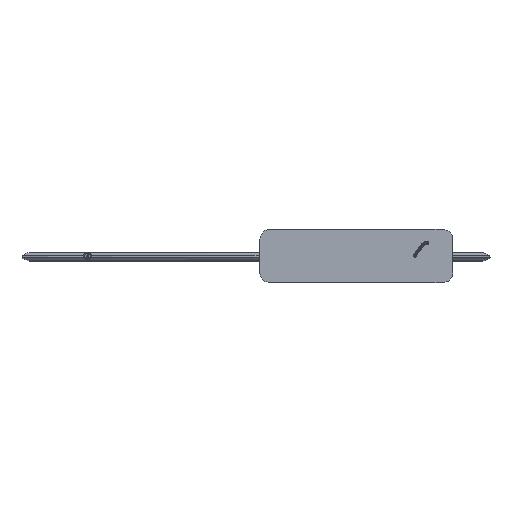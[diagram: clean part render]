
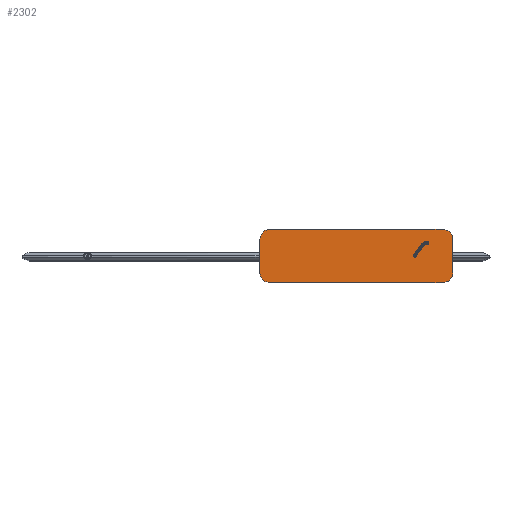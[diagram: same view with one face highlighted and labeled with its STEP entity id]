
A CAD part, top view. The second image highlights one B-rep face of the part: STEP entity #2302.
In plain terms, the highlighted planar face has unit normal (0, 0, 1).
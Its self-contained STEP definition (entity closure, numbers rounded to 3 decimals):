
#2302=ADVANCED_FACE('',(#2606),#6736,.T.);
#2606=FACE_OUTER_BOUND('',#2901,.T.);
#2901=EDGE_LOOP('',(#3273,#3274,#3275,#3276,#3277,#3278,#3279,#3280));
#3273=ORIENTED_EDGE('',*,*,#4559,.F.);
#3274=ORIENTED_EDGE('',*,*,#4526,.F.);
#3275=ORIENTED_EDGE('',*,*,#4558,.F.);
#3276=ORIENTED_EDGE('',*,*,#4524,.F.);
#3277=ORIENTED_EDGE('',*,*,#4557,.F.);
#3278=ORIENTED_EDGE('',*,*,#4522,.F.);
#3279=ORIENTED_EDGE('',*,*,#4556,.F.);
#3280=ORIENTED_EDGE('',*,*,#4520,.F.);
#4520=EDGE_CURVE('',#6030,#6027,#5772,.T.);
#4522=EDGE_CURVE('',#6034,#6031,#5774,.T.);
#4524=EDGE_CURVE('',#6038,#6035,#5776,.T.);
#4526=EDGE_CURVE('',#6042,#6039,#5778,.T.);
#4556=EDGE_CURVE('',#6027,#6034,#5286,.T.);
#4557=EDGE_CURVE('',#6031,#6038,#5287,.T.);
#4558=EDGE_CURVE('',#6035,#6042,#5288,.T.);
#4559=EDGE_CURVE('',#6039,#6030,#5289,.T.);
#5286=(
BOUNDED_CURVE()
B_SPLINE_CURVE(2,(#7531,#7532,#7533,#7534,#7535),.UNSPECIFIED.,.F.,.F.)
B_SPLINE_CURVE_WITH_KNOTS((3,2,3),(496.172,513.155,530.137),
 .UNSPECIFIED.)
CURVE()
GEOMETRIC_REPRESENTATION_ITEM()
RATIONAL_B_SPLINE_CURVE((1.,0.924,1.,0.924,1.))
REPRESENTATION_ITEM('')
);
#5287=(
BOUNDED_CURVE()
B_SPLINE_CURVE(2,(#7536,#7537,#7538,#7539,#7540),.UNSPECIFIED.,.F.,.F.)
B_SPLINE_CURVE_WITH_KNOTS((3,2,3),(599.259,616.241,633.223),
 .UNSPECIFIED.)
CURVE()
GEOMETRIC_REPRESENTATION_ITEM()
RATIONAL_B_SPLINE_CURVE((1.,0.924,1.,0.924,1.))
REPRESENTATION_ITEM('')
);
#5288=(
BOUNDED_CURVE()
B_SPLINE_CURVE(2,(#7541,#7542,#7543,#7544,#7545),.UNSPECIFIED.,.F.,.F.)
B_SPLINE_CURVE_WITH_KNOTS((3,2,3),(992.345,1009.327,1026.309),
 .UNSPECIFIED.)
CURVE()
GEOMETRIC_REPRESENTATION_ITEM()
RATIONAL_B_SPLINE_CURVE((1.,0.924,1.,0.924,1.))
REPRESENTATION_ITEM('')
);
#5289=(
BOUNDED_CURVE()
B_SPLINE_CURVE(2,(#7546,#7547,#7548,#7549,#7550),.UNSPECIFIED.,.F.,.F.)
B_SPLINE_CURVE_WITH_KNOTS((3,2,3),(1095.431,1112.413,1129.395),
 .UNSPECIFIED.)
CURVE()
GEOMETRIC_REPRESENTATION_ITEM()
RATIONAL_B_SPLINE_CURVE((1.,0.924,1.,0.924,1.))
REPRESENTATION_ITEM('')
);
#5772=B_SPLINE_CURVE_WITH_KNOTS('',1,(#7420,#7421),.UNSPECIFIED.,.F.,.F.,
(2,2),(0.,359.122),.UNSPECIFIED.);
#5774=B_SPLINE_CURVE_WITH_KNOTS('',1,(#7424,#7425),.UNSPECIFIED.,.F.,.F.,
(2,2),(0.,69.122),.UNSPECIFIED.);
#5776=B_SPLINE_CURVE_WITH_KNOTS('',1,(#7428,#7429),.UNSPECIFIED.,.F.,.F.,
(2,2),(0.,359.122),.UNSPECIFIED.);
#5778=B_SPLINE_CURVE_WITH_KNOTS('',1,(#7432,#7433),.UNSPECIFIED.,.F.,.F.,
(2,2),(0.,69.122),.UNSPECIFIED.);
#6027=VERTEX_POINT('',#7366);
#6030=VERTEX_POINT('',#7369);
#6031=VERTEX_POINT('',#7370);
#6034=VERTEX_POINT('',#7373);
#6035=VERTEX_POINT('',#7374);
#6038=VERTEX_POINT('',#7377);
#6039=VERTEX_POINT('',#7378);
#6042=VERTEX_POINT('',#7381);
#6736=PLANE('',#6863);
#6863=AXIS2_PLACEMENT_3D('',#7290,#6980,$);
#6980=DIRECTION('',(0.,0.,1.));
#7290=CARTESIAN_POINT('',(-146.595,56.167,954.572));
#7366=CARTESIAN_POINT('',(237.027,55.066,954.572));
#7369=CARTESIAN_POINT('',(-122.095,55.066,954.572));
#7370=CARTESIAN_POINT('',(257.526,-34.555,954.572));
#7373=CARTESIAN_POINT('',(257.526,34.567,954.572));
#7374=CARTESIAN_POINT('',(-122.095,-55.054,954.572));
#7377=CARTESIAN_POINT('',(237.027,-55.054,954.572));
#7378=CARTESIAN_POINT('',(-142.594,34.567,954.572));
#7381=CARTESIAN_POINT('',(-142.594,-34.555,954.572));
#7420=CARTESIAN_POINT('',(-122.095,55.066,954.572));
#7421=CARTESIAN_POINT('',(237.027,55.066,954.572));
#7424=CARTESIAN_POINT('',(257.526,34.567,954.572));
#7425=CARTESIAN_POINT('',(257.526,-34.555,954.572));
#7428=CARTESIAN_POINT('',(237.027,-55.054,954.572));
#7429=CARTESIAN_POINT('',(-122.095,-55.054,954.572));
#7432=CARTESIAN_POINT('',(-142.594,-34.555,954.572));
#7433=CARTESIAN_POINT('',(-142.594,34.567,954.572));
#7531=CARTESIAN_POINT('',(237.027,55.066,954.572));
#7532=CARTESIAN_POINT('',(245.518,55.066,954.572));
#7533=CARTESIAN_POINT('',(251.522,49.062,954.572));
#7534=CARTESIAN_POINT('',(257.526,43.058,954.572));
#7535=CARTESIAN_POINT('',(257.526,34.567,954.572));
#7536=CARTESIAN_POINT('',(257.526,-34.555,954.572));
#7537=CARTESIAN_POINT('',(257.526,-43.046,954.572));
#7538=CARTESIAN_POINT('',(251.522,-49.05,954.572));
#7539=CARTESIAN_POINT('',(245.518,-55.054,954.572));
#7540=CARTESIAN_POINT('',(237.027,-55.054,954.572));
#7541=CARTESIAN_POINT('',(-122.095,-55.054,954.572));
#7542=CARTESIAN_POINT('',(-130.586,-55.054,954.572));
#7543=CARTESIAN_POINT('',(-136.59,-49.05,954.572));
#7544=CARTESIAN_POINT('',(-142.594,-43.046,954.572));
#7545=CARTESIAN_POINT('',(-142.594,-34.555,954.572));
#7546=CARTESIAN_POINT('',(-142.594,34.567,954.572));
#7547=CARTESIAN_POINT('',(-142.594,43.058,954.572));
#7548=CARTESIAN_POINT('',(-136.59,49.062,954.572));
#7549=CARTESIAN_POINT('',(-130.586,55.066,954.572));
#7550=CARTESIAN_POINT('',(-122.095,55.066,954.572));
